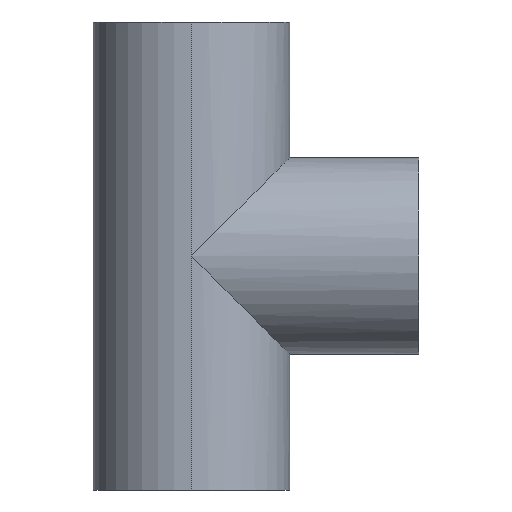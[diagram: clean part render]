
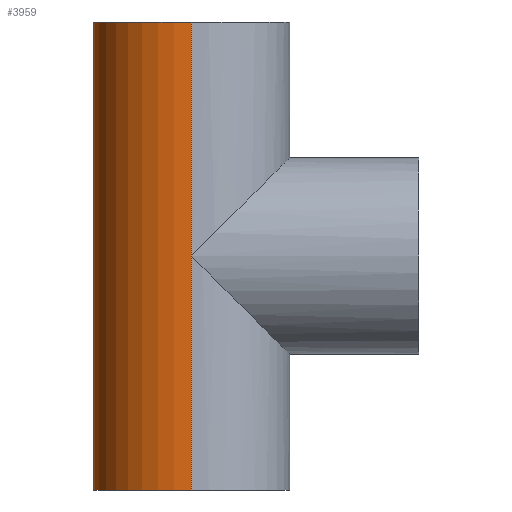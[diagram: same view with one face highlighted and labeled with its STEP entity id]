
A CAD part, left-side view. The second image highlights one B-rep face of the part: STEP entity #3959.
In plain terms, the highlighted cylindrical face has radius 24.15 mm (diameter 48.3 mm), a partial arc.
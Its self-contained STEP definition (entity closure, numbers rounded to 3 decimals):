
#27 = CARTESIAN_POINT ( 'NONE',  ( 24.15, 0., 57.5 ) ) ;
#57 = DIRECTION ( 'NONE',  ( 0., 0., -1. ) ) ;
#108 = VERTEX_POINT ( 'NONE', #4819 ) ;
#387 = CARTESIAN_POINT ( 'NONE',  ( -24.15, 0., -57.5 ) ) ;
#796 = DIRECTION ( 'NONE',  ( 1., 0., 0. ) ) ;
#1141 = ORIENTED_EDGE ( 'NONE', *, *, #10073, .T. ) ;
#1156 = ORIENTED_EDGE ( 'NONE', *, *, #8445, .T. ) ;
#1168 = VECTOR ( 'NONE', #10828, 1000. ) ;
#1387 = EDGE_CURVE ( 'NONE', #10540, #9444, #10819, .T. ) ;
#1956 = CARTESIAN_POINT ( 'NONE',  ( 24.15, 0., 57.5 ) ) ;
#3533 = LINE ( 'NONE', #1956, #1168 ) ;
#3649 = CARTESIAN_POINT ( 'NONE',  ( 24.15, 0., -57.5 ) ) ;
#3959 = ADVANCED_FACE ( 'NONE', ( #6776 ), #11212, .T. ) ;
#4037 = CARTESIAN_POINT ( 'NONE',  ( -24.15, 0., 57.5 ) ) ;
#4038 = CARTESIAN_POINT ( 'NONE',  ( 0., 0., -57.5 ) ) ;
#4146 = ORIENTED_EDGE ( 'NONE', *, *, #8400, .F. ) ;
#4448 = LINE ( 'NONE', #27, #6806 ) ;
#4729 = AXIS2_PLACEMENT_3D ( 'NONE', #11417, #6094, #796 ) ;
#4819 = CARTESIAN_POINT ( 'NONE',  ( 24.15, 0., 0. ) ) ;
#4938 = DIRECTION ( 'NONE',  ( 1., 0., 0. ) ) ;
#5227 = CARTESIAN_POINT ( 'NONE',  ( -24.15, 0., 57.5 ) ) ;
#5340 = DIRECTION ( 'NONE',  ( 0., 0., -1. ) ) ;
#5697 = EDGE_CURVE ( 'NONE', #8460, #9011, #10011, .T. ) ;
#5798 = VECTOR ( 'NONE', #57, 1000. ) ;
#6094 = DIRECTION ( 'NONE',  ( 0., 0., 1. ) ) ;
#6658 = EDGE_CURVE ( 'NONE', #9689, #9444, #7377, .T. ) ;
#6776 = FACE_OUTER_BOUND ( 'NONE', #9073, .T. ) ;
#6806 = VECTOR ( 'NONE', #5340, 1000. ) ;
#6863 = ORIENTED_EDGE ( 'NONE', *, *, #1387, .F. ) ;
#7101 = LINE ( 'NONE', #5227, #7912 ) ;
#7377 = CIRCLE ( 'NONE', #8117, 24.15 ) ;
#7823 = AXIS2_PLACEMENT_3D ( 'NONE', #11521, #8828, #10610 ) ;
#7912 = VECTOR ( 'NONE', #10536, 1000. ) ;
#8117 = AXIS2_PLACEMENT_3D ( 'NONE', #4038, #10236, #4938 ) ;
#8123 = CARTESIAN_POINT ( 'NONE',  ( -24.15, 0., 0. ) ) ;
#8400 = EDGE_CURVE ( 'NONE', #9011, #10540, #7101, .T. ) ;
#8445 = EDGE_CURVE ( 'NONE', #108, #9689, #4448, .T. ) ;
#8460 = VERTEX_POINT ( 'NONE', #8919 ) ;
#8828 = DIRECTION ( 'NONE',  ( 0., 0., -1. ) ) ;
#8919 = CARTESIAN_POINT ( 'NONE',  ( 24.15, 0., 57.5 ) ) ;
#9011 = VERTEX_POINT ( 'NONE', #4037 ) ;
#9073 = EDGE_LOOP ( 'NONE', ( #11160, #1141, #1156, #10261, #6863, #4146 ) ) ;
#9444 = VERTEX_POINT ( 'NONE', #387 ) ;
#9689 = VERTEX_POINT ( 'NONE', #3649 ) ;
#10011 = CIRCLE ( 'NONE', #4729, 24.15 ) ;
#10073 = EDGE_CURVE ( 'NONE', #8460, #108, #3533, .T. ) ;
#10236 = DIRECTION ( 'NONE',  ( 0., 0., 1. ) ) ;
#10261 = ORIENTED_EDGE ( 'NONE', *, *, #6658, .T. ) ;
#10536 = DIRECTION ( 'NONE',  ( 0., 0., -1. ) ) ;
#10540 = VERTEX_POINT ( 'NONE', #8123 ) ;
#10610 = DIRECTION ( 'NONE',  ( -1., 0., 0. ) ) ;
#10696 = CARTESIAN_POINT ( 'NONE',  ( -24.15, 0., 57.5 ) ) ;
#10819 = LINE ( 'NONE', #10696, #5798 ) ;
#10828 = DIRECTION ( 'NONE',  ( 0., 0., -1. ) ) ;
#11160 = ORIENTED_EDGE ( 'NONE', *, *, #5697, .F. ) ;
#11212 = CYLINDRICAL_SURFACE ( 'NONE', #7823, 24.15 ) ;
#11417 = CARTESIAN_POINT ( 'NONE',  ( 0., 0., 57.5 ) ) ;
#11521 = CARTESIAN_POINT ( 'NONE',  ( 0., 0., 57.5 ) ) ;
